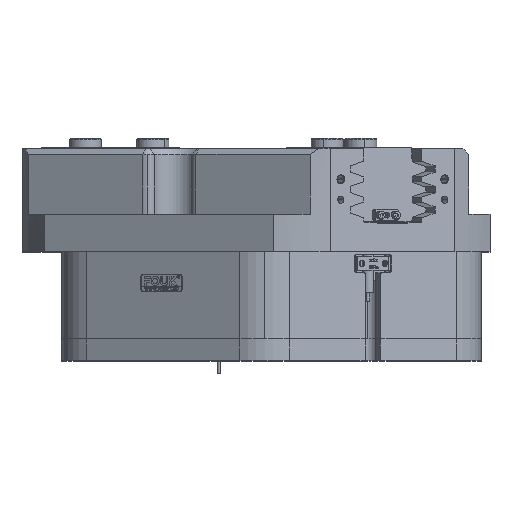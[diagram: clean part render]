
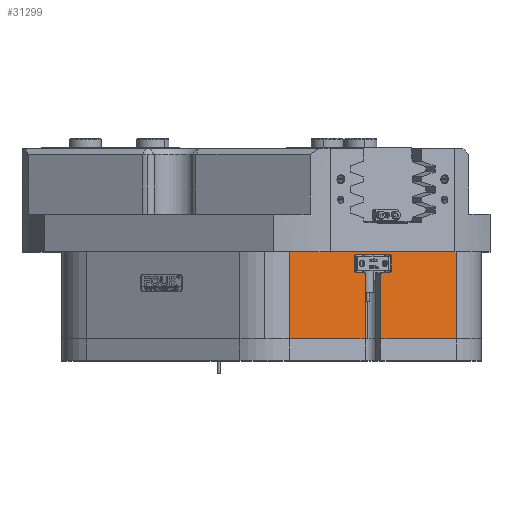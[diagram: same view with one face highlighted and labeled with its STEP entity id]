
A CAD part, top view. The second image highlights one B-rep face of the part: STEP entity #31299.
In plain terms, the highlighted planar face has unit normal (0.5, 0, 0.866).
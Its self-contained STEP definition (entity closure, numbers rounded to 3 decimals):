
#827 = VERTEX_POINT ( 'NONE', #41440 ) ;
#900 = VECTOR ( 'NONE', #43834, 1000. ) ;
#1132 = DIRECTION ( 'NONE',  ( 0.866, 0., -0.5 ) ) ;
#2016 = ORIENTED_EDGE ( 'NONE', *, *, #10991, .T. ) ;
#2121 = LINE ( 'NONE', #48290, #29642 ) ;
#2543 = DIRECTION ( 'NONE',  ( 0., -1., 0. ) ) ;
#2660 = VERTEX_POINT ( 'NONE', #33404 ) ;
#3709 = VECTOR ( 'NONE', #15938, 1000. ) ;
#3780 = EDGE_CURVE ( 'NONE', #27938, #20972, #4739, .T. ) ;
#4739 = LINE ( 'NONE', #16656, #23303 ) ;
#4768 = LINE ( 'NONE', #56158, #46329 ) ;
#4870 = CARTESIAN_POINT ( 'NONE',  ( 64.938, 44.5, 126.476 ) ) ;
#5697 = CARTESIAN_POINT ( 'NONE',  ( 284., 59.5, 0. ) ) ;
#5786 = CARTESIAN_POINT ( 'NONE',  ( 14., 59.5, 155.885 ) ) ;
#5941 = DIRECTION ( 'NONE',  ( -0.5, 0., -0.866 ) ) ;
#6067 = CARTESIAN_POINT ( 'NONE',  ( 58.183, 55.5, 130.376 ) ) ;
#6143 = CARTESIAN_POINT ( 'NONE',  ( 76.456, 44.5, 119.826 ) ) ;
#6229 = EDGE_CURVE ( 'NONE', #2660, #17432, #47565, .T. ) ;
#7879 = DIRECTION ( 'NONE',  ( -0.866, 0., 0.5 ) ) ;
#8650 = CARTESIAN_POINT ( 'NONE',  ( 81.825, 57.8, 116.726 ) ) ;
#8696 = LINE ( 'NONE', #10769, #45088 ) ;
#8934 = ORIENTED_EDGE ( 'NONE', *, *, #13961, .T. ) ;
#9798 = DIRECTION ( 'NONE',  ( 0.5, 0., 0.866 ) ) ;
#9816 = AXIS2_PLACEMENT_3D ( 'NONE', #10298, #57423, #38778 ) ;
#10298 = CARTESIAN_POINT ( 'NONE',  ( 81.825, 55.5, 116.726 ) ) ;
#10769 = CARTESIAN_POINT ( 'NONE',  ( 58.183, 55.5, 130.376 ) ) ;
#10972 = DIRECTION ( 'NONE',  ( 0., 1., 0. ) ) ;
#10991 = EDGE_CURVE ( 'NONE', #37302, #27938, #61280, .T. ) ;
#12126 = EDGE_CURVE ( 'NONE', #15802, #18555, #21236, .T. ) ;
#13626 = VECTOR ( 'NONE', #44321, 1000. ) ;
#13905 = DIRECTION ( 'NONE',  ( -0.5, 0., -0.866 ) ) ;
#13961 = EDGE_CURVE ( 'NONE', #27389, #15802, #58147, .T. ) ;
#14106 = EDGE_CURVE ( 'NONE', #23896, #827, #15104, .T. ) ;
#14726 = ORIENTED_EDGE ( 'NONE', *, *, #37800, .T. ) ;
#15104 = LINE ( 'NONE', #15479, #13626 ) ;
#15120 = ORIENTED_EDGE ( 'NONE', *, *, #47944, .T. ) ;
#15360 = DIRECTION ( 'NONE',  ( 0.866, 0., -0.5 ) ) ;
#15390 = VERTEX_POINT ( 'NONE', #43721 ) ;
#15479 = CARTESIAN_POINT ( 'NONE',  ( 128., 754.9, 90.067 ) ) ;
#15662 = CIRCLE ( 'NONE', #56745, 0.7 ) ;
#15802 = VERTEX_POINT ( 'NONE', #61006 ) ;
#15938 = DIRECTION ( 'NONE',  ( -0.866, 0., 0.5 ) ) ;
#16627 = CARTESIAN_POINT ( 'NONE',  ( 60.175, 45.2, 129.226 ) ) ;
#16656 = CARTESIAN_POINT ( 'NONE',  ( 76.456, 0., 119.826 ) ) ;
#17432 = VERTEX_POINT ( 'NONE', #19113 ) ;
#17949 = AXIS2_PLACEMENT_3D ( 'NONE', #46910, #13905, #60951 ) ;
#17968 = CARTESIAN_POINT ( 'NONE',  ( 77.062, 44.5, 119.476 ) ) ;
#18029 = ORIENTED_EDGE ( 'NONE', *, *, #59097, .T. ) ;
#18411 = AXIS2_PLACEMENT_3D ( 'NONE', #43997, #48775, #15360 ) ;
#18555 = VERTEX_POINT ( 'NONE', #34054 ) ;
#18664 = VERTEX_POINT ( 'NONE', #5786 ) ;
#18918 = DIRECTION ( 'NONE',  ( 0.5, 0., 0.866 ) ) ;
#19113 = CARTESIAN_POINT ( 'NONE',  ( 14., 0., 155.885 ) ) ;
#19716 = CARTESIAN_POINT ( 'NONE',  ( 284., 754.9, 0. ) ) ;
#20972 = VERTEX_POINT ( 'NONE', #30078 ) ;
#21236 = CIRCLE ( 'NONE', #9816, 2.3 ) ;
#21268 = LINE ( 'NONE', #5697, #54637 ) ;
#21721 = DIRECTION ( 'NONE',  ( 0.5, 0., 0.866 ) ) ;
#22405 = EDGE_CURVE ( 'NONE', #57545, #26317, #60158, .T. ) ;
#22550 = CARTESIAN_POINT ( 'NONE',  ( 58.183, 47.5, 130.376 ) ) ;
#22668 = EDGE_CURVE ( 'NONE', #40017, #15390, #15662, .T. ) ;
#23303 = VECTOR ( 'NONE', #2543, 1000. ) ;
#23617 = DIRECTION ( 'NONE',  ( -0.866, 0., 0.5 ) ) ;
#23656 = ORIENTED_EDGE ( 'NONE', *, *, #12126, .T. ) ;
#23896 = VERTEX_POINT ( 'NONE', #37369 ) ;
#24146 = CARTESIAN_POINT ( 'NONE',  ( 65.544, 44.5, 126.126 ) ) ;
#24857 = ORIENTED_EDGE ( 'NONE', *, *, #47527, .F. ) ;
#25196 = ORIENTED_EDGE ( 'NONE', *, *, #6229, .F. ) ;
#25869 = DIRECTION ( 'NONE',  ( 0.866, 0., -0.5 ) ) ;
#26308 = EDGE_CURVE ( 'NONE', #33613, #35839, #8696, .T. ) ;
#26317 = VERTEX_POINT ( 'NONE', #43996 ) ;
#26805 = CARTESIAN_POINT ( 'NONE',  ( 284., 0., 0. ) ) ;
#27352 = AXIS2_PLACEMENT_3D ( 'NONE', #17968, #21721, #56131 ) ;
#27389 = VERTEX_POINT ( 'NONE', #58299 ) ;
#27938 = VERTEX_POINT ( 'NONE', #6143 ) ;
#29642 = VECTOR ( 'NONE', #43328, 1000. ) ;
#30078 = CARTESIAN_POINT ( 'NONE',  ( 76.456, 0., 119.826 ) ) ;
#30768 = VECTOR ( 'NONE', #49815, 1000. ) ;
#30832 = ORIENTED_EDGE ( 'NONE', *, *, #26308, .T. ) ;
#30983 = ORIENTED_EDGE ( 'NONE', *, *, #22405, .T. ) ;
#31299 = ADVANCED_FACE ( 'NONE', ( #47254 ), #48168, .T. ) ;
#31357 = AXIS2_PLACEMENT_3D ( 'NONE', #44529, #5941, #25869 ) ;
#31667 = ORIENTED_EDGE ( 'NONE', *, *, #54894, .T. ) ;
#32238 = EDGE_CURVE ( 'NONE', #18664, #827, #21268, .T. ) ;
#33138 = ORIENTED_EDGE ( 'NONE', *, *, #14106, .T. ) ;
#33404 = CARTESIAN_POINT ( 'NONE',  ( 65.544, 0., 126.126 ) ) ;
#33501 = DIRECTION ( 'NONE',  ( 0.866, 0., -0.5 ) ) ;
#33613 = VERTEX_POINT ( 'NONE', #22550 ) ;
#34054 = CARTESIAN_POINT ( 'NONE',  ( 83.817, 55.5, 115.576 ) ) ;
#34319 = CARTESIAN_POINT ( 'NONE',  ( 77.062, 45.2, 119.476 ) ) ;
#34341 = ORIENTED_EDGE ( 'NONE', *, *, #32238, .F. ) ;
#34856 = CARTESIAN_POINT ( 'NONE',  ( 284., 0., 0. ) ) ;
#35839 = VERTEX_POINT ( 'NONE', #6067 ) ;
#36362 = CARTESIAN_POINT ( 'NONE',  ( 65.544, 44.5, 126.126 ) ) ;
#37237 = EDGE_CURVE ( 'NONE', #2660, #40017, #38809, .T. ) ;
#37302 = VERTEX_POINT ( 'NONE', #34319 ) ;
#37369 = CARTESIAN_POINT ( 'NONE',  ( 128., 0., 90.067 ) ) ;
#37800 = EDGE_CURVE ( 'NONE', #18555, #57545, #42589, .T. ) ;
#37900 = ORIENTED_EDGE ( 'NONE', *, *, #22668, .T. ) ;
#38091 = DIRECTION ( 'NONE',  ( 0.866, 0., -0.5 ) ) ;
#38778 = DIRECTION ( 'NONE',  ( 0.866, 0., -0.5 ) ) ;
#38809 = LINE ( 'NONE', #24146, #900 ) ;
#40017 = VERTEX_POINT ( 'NONE', #36362 ) ;
#40360 = LINE ( 'NONE', #16627, #30768 ) ;
#41440 = CARTESIAN_POINT ( 'NONE',  ( 128., 59.5, 90.067 ) ) ;
#41882 = DIRECTION ( 'NONE',  ( 0.866, 0., -0.5 ) ) ;
#42476 = CARTESIAN_POINT ( 'NONE',  ( 83.817, 47.5, 115.576 ) ) ;
#42589 = LINE ( 'NONE', #53347, #60235 ) ;
#43328 = DIRECTION ( 'NONE',  ( 0., -1., 0. ) ) ;
#43721 = CARTESIAN_POINT ( 'NONE',  ( 64.938, 45.2, 126.476 ) ) ;
#43834 = DIRECTION ( 'NONE',  ( 0., 1., 0. ) ) ;
#43996 = CARTESIAN_POINT ( 'NONE',  ( 81.825, 45.2, 116.726 ) ) ;
#43997 = CARTESIAN_POINT ( 'NONE',  ( 60.175, 47.5, 129.226 ) ) ;
#44321 = DIRECTION ( 'NONE',  ( 0., 1., 0. ) ) ;
#44529 = CARTESIAN_POINT ( 'NONE',  ( 81.825, 47.5, 116.726 ) ) ;
#45088 = VECTOR ( 'NONE', #10972, 1000. ) ;
#45565 = ORIENTED_EDGE ( 'NONE', *, *, #51861, .T. ) ;
#46329 = VECTOR ( 'NONE', #23617, 1000. ) ;
#46910 = CARTESIAN_POINT ( 'NONE',  ( 60.175, 55.5, 129.226 ) ) ;
#47254 = FACE_OUTER_BOUND ( 'NONE', #48362, .T. ) ;
#47527 = EDGE_CURVE ( 'NONE', #23896, #20972, #55986, .T. ) ;
#47565 = LINE ( 'NONE', #34856, #3709 ) ;
#47944 = EDGE_CURVE ( 'NONE', #26317, #37302, #4768, .T. ) ;
#48168 = PLANE ( 'NONE',  #50651 ) ;
#48290 = CARTESIAN_POINT ( 'NONE',  ( 14., 754.9, 155.885 ) ) ;
#48362 = EDGE_LOOP ( 'NONE', ( #25196, #56910, #37900, #31667, #18029, #30832, #61529, #8934, #23656, #14726, #30983, #15120, #2016, #51030, #24857, #33138, #34341, #45565 ) ) ;
#48775 = DIRECTION ( 'NONE',  ( -0.5, 0., -0.866 ) ) ;
#49815 = DIRECTION ( 'NONE',  ( -0.866, 0., 0.5 ) ) ;
#50651 = AXIS2_PLACEMENT_3D ( 'NONE', #19716, #18918, #33501 ) ;
#51030 = ORIENTED_EDGE ( 'NONE', *, *, #3780, .T. ) ;
#51861 = EDGE_CURVE ( 'NONE', #18664, #17432, #2121, .T. ) ;
#53347 = CARTESIAN_POINT ( 'NONE',  ( 83.817, 47.5, 115.576 ) ) ;
#53792 = VECTOR ( 'NONE', #7879, 1000. ) ;
#54418 = VECTOR ( 'NONE', #41882, 1000. ) ;
#54637 = VECTOR ( 'NONE', #1132, 1000. ) ;
#54894 = EDGE_CURVE ( 'NONE', #15390, #58345, #40360, .T. ) ;
#55040 = CIRCLE ( 'NONE', #17949, 2.3 ) ;
#55986 = LINE ( 'NONE', #26805, #53792 ) ;
#56131 = DIRECTION ( 'NONE',  ( 0.866, 0., -0.5 ) ) ;
#56158 = CARTESIAN_POINT ( 'NONE',  ( 77.062, 45.2, 119.476 ) ) ;
#56745 = AXIS2_PLACEMENT_3D ( 'NONE', #4870, #9798, #38091 ) ;
#56910 = ORIENTED_EDGE ( 'NONE', *, *, #37237, .T. ) ;
#56978 = EDGE_CURVE ( 'NONE', #35839, #27389, #55040, .T. ) ;
#57423 = DIRECTION ( 'NONE',  ( -0.5, 0., -0.866 ) ) ;
#57545 = VERTEX_POINT ( 'NONE', #42476 ) ;
#57704 = DIRECTION ( 'NONE',  ( 0., -1., 0. ) ) ;
#58147 = LINE ( 'NONE', #8650, #54418 ) ;
#58299 = CARTESIAN_POINT ( 'NONE',  ( 60.175, 57.8, 129.226 ) ) ;
#58345 = VERTEX_POINT ( 'NONE', #59809 ) ;
#59097 = EDGE_CURVE ( 'NONE', #58345, #33613, #59281, .T. ) ;
#59281 = CIRCLE ( 'NONE', #18411, 2.3 ) ;
#59809 = CARTESIAN_POINT ( 'NONE',  ( 60.175, 45.2, 129.226 ) ) ;
#60158 = CIRCLE ( 'NONE', #31357, 2.3 ) ;
#60235 = VECTOR ( 'NONE', #57704, 1000. ) ;
#60951 = DIRECTION ( 'NONE',  ( 0.866, 0., -0.5 ) ) ;
#61006 = CARTESIAN_POINT ( 'NONE',  ( 81.825, 57.8, 116.726 ) ) ;
#61280 = CIRCLE ( 'NONE', #27352, 0.7 ) ;
#61529 = ORIENTED_EDGE ( 'NONE', *, *, #56978, .T. ) ;
